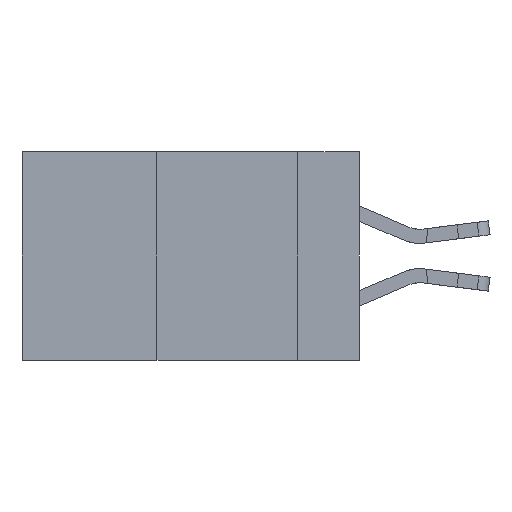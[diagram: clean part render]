
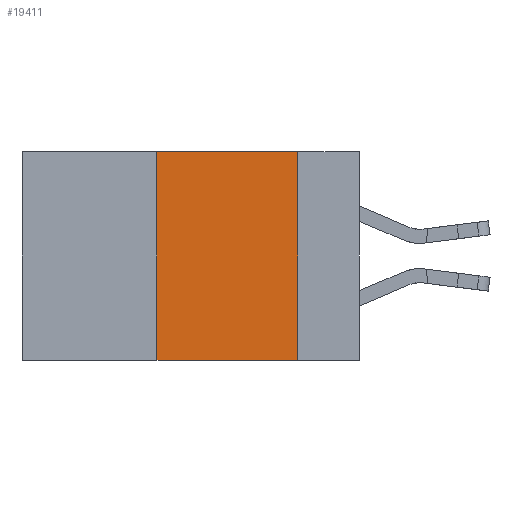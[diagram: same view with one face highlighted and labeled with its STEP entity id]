
A CAD part, left-side view. The second image highlights one B-rep face of the part: STEP entity #19411.
In plain terms, the highlighted planar face has unit normal (-1, 0, 0).
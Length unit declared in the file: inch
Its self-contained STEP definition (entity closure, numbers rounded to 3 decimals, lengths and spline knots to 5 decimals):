
#116 = VECTOR ( 'NONE', #4664, 39.37008 ) ;
#2164 = LINE ( 'NONE', #10240, #116 ) ;
#2975 = LINE ( 'NONE', #6989, #3555 ) ;
#3377 = CARTESIAN_POINT ( 'NONE',  ( 0., 0.11, 0. ) ) ;
#3555 = VECTOR ( 'NONE', #14402, 39.37008 ) ;
#3572 = DIRECTION ( 'NONE',  ( 1., 0., 0. ) ) ;
#3656 = CARTESIAN_POINT ( 'NONE',  ( 0., 0.6, 0. ) ) ;
#4664 = DIRECTION ( 'NONE',  ( 0., -1., 0. ) ) ;
#5164 = EDGE_LOOP ( 'NONE', ( #14377, #14239, #12443, #21380 ) ) ;
#5480 = LINE ( 'NONE', #23362, #20652 ) ;
#6989 = CARTESIAN_POINT ( 'NONE',  ( 0., 0.36, 0. ) ) ;
#8468 = DIRECTION ( 'NONE',  ( 0., -1., 0. ) ) ;
#8936 = DIRECTION ( 'NONE',  ( 0., 0., -1. ) ) ;
#9779 = EDGE_CURVE ( 'NONE', #18341, #21062, #2975, .T. ) ;
#9945 = EDGE_CURVE ( 'NONE', #20010, #22205, #9972, .T. ) ;
#9972 = LINE ( 'NONE', #3377, #11760 ) ;
#10240 = CARTESIAN_POINT ( 'NONE',  ( 0., 0.6, -0.37 ) ) ;
#10705 = AXIS2_PLACEMENT_3D ( 'NONE', #3656, #3572, #20339 ) ;
#10878 = PLANE ( 'NONE',  #10705 ) ;
#11270 = FACE_OUTER_BOUND ( 'NONE', #5164, .T. ) ;
#11760 = VECTOR ( 'NONE', #8936, 39.37008 ) ;
#12443 = ORIENTED_EDGE ( 'NONE', *, *, #9779, .F. ) ;
#12723 = CARTESIAN_POINT ( 'NONE',  ( 0., 0.11, 0. ) ) ;
#13389 = CARTESIAN_POINT ( 'NONE',  ( 0., 0.36, -0.37 ) ) ;
#14239 = ORIENTED_EDGE ( 'NONE', *, *, #17926, .F. ) ;
#14377 = ORIENTED_EDGE ( 'NONE', *, *, #9945, .F. ) ;
#14402 = DIRECTION ( 'NONE',  ( 0., 0., 1. ) ) ;
#17620 = CARTESIAN_POINT ( 'NONE',  ( 0., 0.11, -0.37 ) ) ;
#17926 = EDGE_CURVE ( 'NONE', #21062, #20010, #5480, .T. ) ;
#18341 = VERTEX_POINT ( 'NONE', #13389 ) ;
#19411 = ADVANCED_FACE ( 'NONE', ( #11270 ), #10878, .F. ) ;
#20010 = VERTEX_POINT ( 'NONE', #12723 ) ;
#20241 = CARTESIAN_POINT ( 'NONE',  ( 0., 0.36, 0. ) ) ;
#20339 = DIRECTION ( 'NONE',  ( 0., 0., -1. ) ) ;
#20652 = VECTOR ( 'NONE', #8468, 39.37008 ) ;
#21062 = VERTEX_POINT ( 'NONE', #20241 ) ;
#21380 = ORIENTED_EDGE ( 'NONE', *, *, #23882, .T. ) ;
#22205 = VERTEX_POINT ( 'NONE', #17620 ) ;
#23362 = CARTESIAN_POINT ( 'NONE',  ( 0., 0.6, 0. ) ) ;
#23882 = EDGE_CURVE ( 'NONE', #18341, #22205, #2164, .T. ) ;
